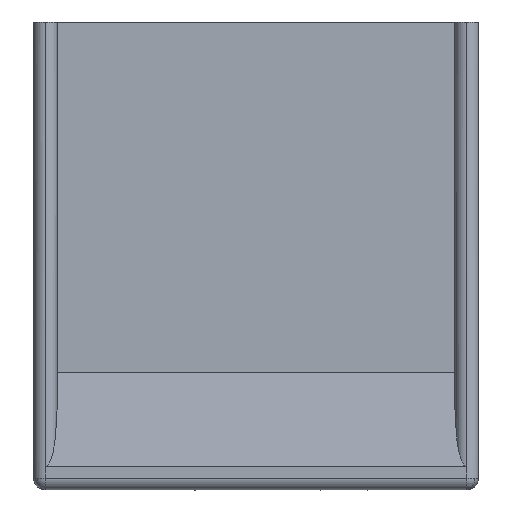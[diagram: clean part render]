
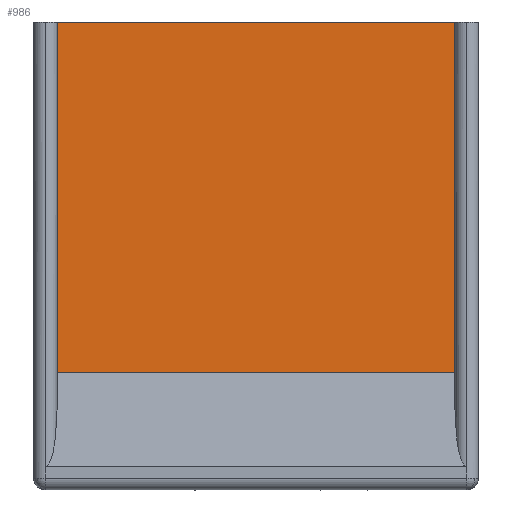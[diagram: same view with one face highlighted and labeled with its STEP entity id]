
A CAD part, left-side view. The second image highlights one B-rep face of the part: STEP entity #986.
In plain terms, the highlighted planar face has unit normal (-1, 0, 0).
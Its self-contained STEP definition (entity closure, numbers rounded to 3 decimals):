
#986=ADVANCED_FACE('NONE',(#2285),#2286,.T.);
#2285=FACE_OUTER_BOUND('',#3866,.T.);
#2286=PLANE('',#3867);
#3866=EDGE_LOOP('',(#10187,#10188,#10189,#10190));
#3867=AXIS2_PLACEMENT_3D('',#10191,#10192,#10193);
#10187=ORIENTED_EDGE('',*,*,#13538,.F.);
#10188=ORIENTED_EDGE('',*,*,#12873,.F.);
#10189=ORIENTED_EDGE('',*,*,#13530,.T.);
#10190=ORIENTED_EDGE('',*,*,#13536,.T.);
#10191=CARTESIAN_POINT('',(1.0,18.0,20.0));
#10192=DIRECTION('',(-1.0,0.0,0.0));
#10193=DIRECTION('',(0.0,0.0,1.0));
#12873=EDGE_CURVE('NONE',#15132,#15134,#15135,.T.);
#13530=EDGE_CURVE('NONE',#15132,#16082,#16083,.T.);
#13536=EDGE_CURVE('NONE',#16082,#16090,#16092,.T.);
#13538=EDGE_CURVE('NONE',#15134,#16090,#16094,.T.);
#15132=VERTEX_POINT('NONE',#19457);
#15134=VERTEX_POINT('NONE',#19460);
#15135=LINE('',#19461,#19462);
#16082=VERTEX_POINT('NONE',#21026);
#16083=LINE('',#21027,#21028);
#16090=VERTEX_POINT('NONE',#21038);
#16092=LINE('',#21041,#21042);
#16094=LINE('',#21044,#21045);
#19457=CARTESIAN_POINT('',(1.0,18.0,20.0));
#19460=CARTESIAN_POINT('',(1.0,1.0,20.0));
#19461=CARTESIAN_POINT('',(1.0,18.0,20.0));
#19462=VECTOR('',#24625,1000.0);
#21026=CARTESIAN_POINT('',(1.0,18.0,5.0));
#21027=CARTESIAN_POINT('',(1.0,18.0,20.0));
#21028=VECTOR('',#25131,1000.0);
#21038=CARTESIAN_POINT('',(1.0,1.0,5.0));
#21041=CARTESIAN_POINT('',(1.0,18.0,5.0));
#21042=VECTOR('',#25136,1000.0);
#21044=CARTESIAN_POINT('',(1.0,1.0,20.0));
#21045=VECTOR('',#25137,1000.0);
#24625=DIRECTION('',(0.0,-1.0,0.0));
#25131=DIRECTION('',(0.0,0.0,-1.0));
#25136=DIRECTION('',(0.0,-1.0,0.0));
#25137=DIRECTION('',(0.0,0.0,-1.0));
